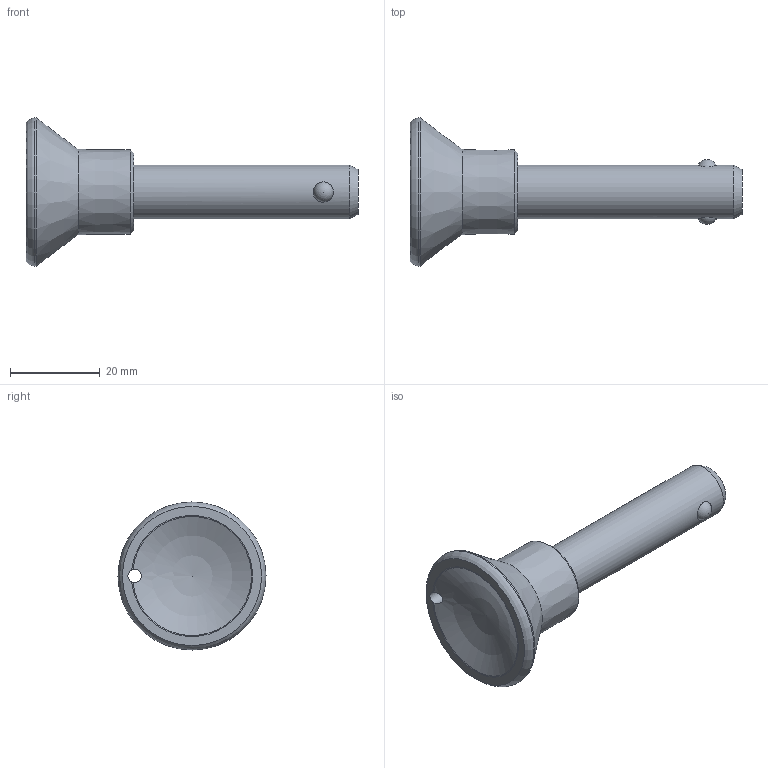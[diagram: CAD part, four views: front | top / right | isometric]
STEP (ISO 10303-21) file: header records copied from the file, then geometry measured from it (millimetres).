
FILE_DESCRIPTION( ( 'STEP AP214' ), '1' );
FILE_NAME( 'K0365.3312040.stp', '2020-12-03T15:03:16', ( '' ), ( '' ), ' ', 'PARTsolutions', ' ' );
FILE_SCHEMA( ( 'AUTOMOTIVE_DESIGN { 1 0 10303 214 1 1 1 1 }' ) );
Length unit declared in the file: millimetre
Products named in the file (1): _K0365.3312040
Bounding box: 74 x 33 x 33 mm (x, y, z)
Volume: 14927 mm3; surface area: 5125.4 mm2
Topology: 1 solids, 2 shells, 20 faces, 51 edges, 33 vertices
Faces by surface type: cylinder 6, sphere 5, cone 4, plane 3, torus 2
Full cylindrical faces by diameter (mm): 3 x1, 4.5 x3, 12 x1, 33 x1
Entity records: 798 total; most frequent: CARTESIAN_POINT 270, DIRECTION 74, ORIENTED_EDGE 44, AXIS2_PLACEMENT_3D 37, EDGE_LOOP 36, FACE_OUTER_BOUND 27, VERTEX_POINT 25, EDGE_CURVE 22
